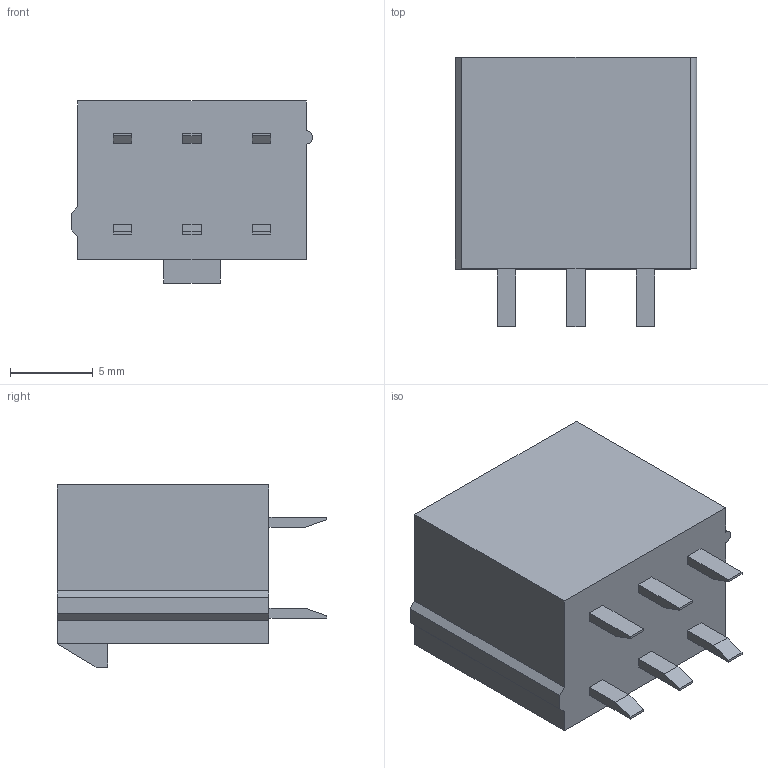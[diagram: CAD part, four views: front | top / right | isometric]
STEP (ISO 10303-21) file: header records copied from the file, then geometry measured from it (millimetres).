
FILE_DESCRIPTION((''),'2;1');
FILE_NAME('1724470206','2020-12-11T',('gga'),(''),'PRO/ENGINEER BY PARAMETRIC TECHNOLOGY CORPORATION, 2016010','PRO/ENGINEER BY PARAMETRIC TECHNOLOGY CORPORATION, 2016010','');
FILE_SCHEMA(('CONFIG_CONTROL_DESIGN'));
Length unit declared in the file: millimetre
Products named in the file (1): 1724470206
Bounding box: 14.6 x 16.3 x 11 mm (x, y, z)
Volume: 1085.7 mm3; surface area: 1861.6 mm2
Topology: 1 solids, 1 shells, 125 faces, 325 edges, 220 vertices
Faces by surface type: plane 124, cylinder 1
Entity records: 3790 total; most frequent: CARTESIAN_POINT 659, ORIENTED_EDGE 626, DIRECTION 591, EDGE_CURVE 313, VECTOR 311, LINE 311, VERTEX_POINT 208, EDGE_LOOP 143
